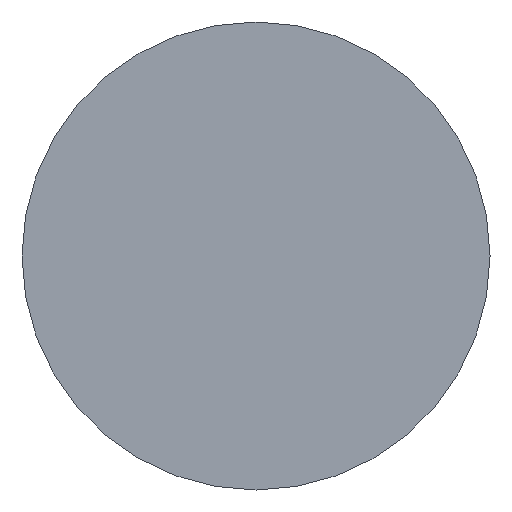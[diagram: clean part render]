
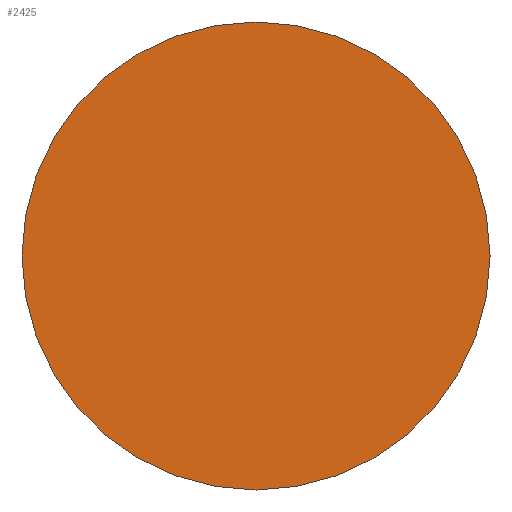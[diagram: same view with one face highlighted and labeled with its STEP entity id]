
A CAD part, front view. The second image highlights one B-rep face of the part: STEP entity #2425.
In plain terms, the highlighted planar face has unit normal (0, -1, 0).
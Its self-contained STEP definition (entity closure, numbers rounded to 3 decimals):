
#772 = VERTEX_POINT ( 'NONE', #4058 ) ;
#873 = EDGE_CURVE ( 'NONE', #772, #900, #4242, .T. ) ;
#900 = VERTEX_POINT ( 'NONE', #4274 ) ;
#2377 = ORIENTED_EDGE ( 'NONE', *, *, #873, .F. ) ;
#2382 = EDGE_CURVE ( 'NONE', #900, #772, #6781, .T. ) ;
#2398 = EDGE_LOOP ( 'NONE', ( #2377, #2429 ) ) ;
#2425 = ADVANCED_FACE ( 'NONE', ( #6841 ), #6843, .T. ) ;
#2429 = ORIENTED_EDGE ( 'NONE', *, *, #2382, .F. ) ;
#4058 = CARTESIAN_POINT ( 'NONE',  ( 0., 0., 40. ) ) ;
#4221 = DIRECTION ( 'NONE',  ( 0., 0., 1. ) ) ;
#4222 = DIRECTION ( 'NONE',  ( 0., 1., 0. ) ) ;
#4223 = CARTESIAN_POINT ( 'NONE',  ( 0., 0., 0. ) ) ;
#4234 = AXIS2_PLACEMENT_3D ( 'NONE', #4223, #4222, #4221 ) ;
#4242 = CIRCLE ( 'NONE', #4234, 40. ) ;
#4274 = CARTESIAN_POINT ( 'NONE',  ( 0., 0., -40. ) ) ;
#6771 = DIRECTION ( 'NONE',  ( 0., 0., 1. ) ) ;
#6772 = DIRECTION ( 'NONE',  ( 0., 1., 0. ) ) ;
#6781 = CIRCLE ( 'NONE', #6795, 40. ) ;
#6783 = CARTESIAN_POINT ( 'NONE',  ( 0., 0., 0. ) ) ;
#6795 = AXIS2_PLACEMENT_3D ( 'NONE', #6783, #6772, #6771 ) ;
#6831 = AXIS2_PLACEMENT_3D ( 'NONE', #6836, #6835, #6889 ) ;
#6835 = DIRECTION ( 'NONE',  ( 0., -1., 0. ) ) ;
#6836 = CARTESIAN_POINT ( 'NONE',  ( 0., 0., 0. ) ) ;
#6841 = FACE_OUTER_BOUND ( 'NONE', #2398, .T. ) ;
#6843 = PLANE ( 'NONE',  #6831 ) ;
#6889 = DIRECTION ( 'NONE',  ( 0., 0., -1. ) ) ;
